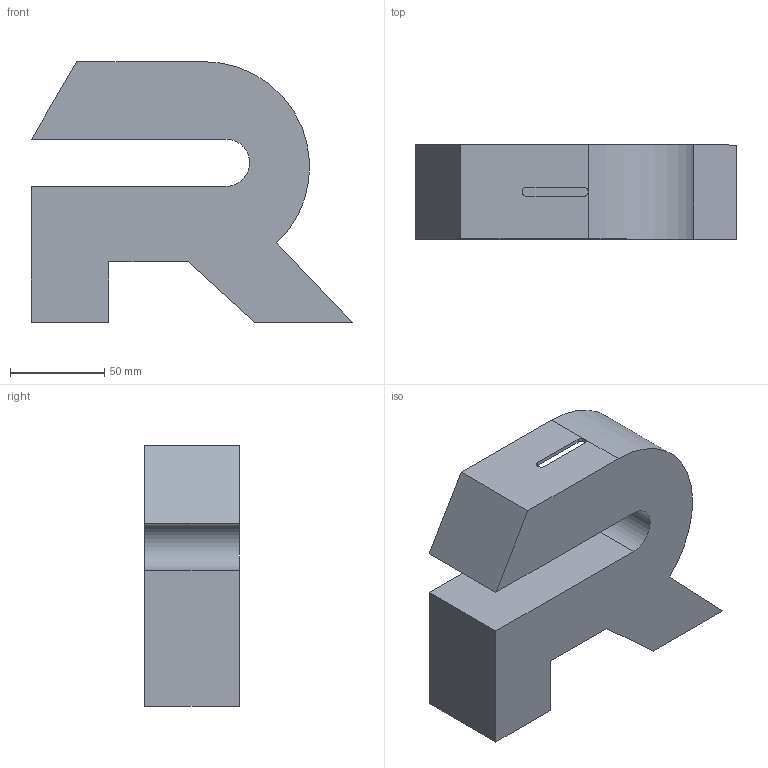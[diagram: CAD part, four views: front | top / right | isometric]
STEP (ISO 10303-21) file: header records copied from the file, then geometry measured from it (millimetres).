
FILE_DESCRIPTION(('FreeCAD Model'),'2;1');
FILE_NAME('Open CASCADE Shape Model','2025-02-08T16:15:12',(''),(''), 'Open CASCADE STEP processor 7.8','FreeCAD','Unknown');
FILE_SCHEMA(('AUTOMOTIVE_DESIGN { 1 0 10303 214 1 1 1 1 }'));
Length unit declared in the file: millimetre
Products named in the file (1): Körper
Bounding box: 170 x 50 x 138 mm (x, y, z)
Volume: 114866.9 mm3; surface area: 109610.8 mm2
Topology: 1 solids, 1 shells, 68 faces, 172 edges, 107 vertices
Faces by surface type: plane 48, cylinder 13, cone 6, bspline 1
Full cylindrical faces by diameter (mm): 4.6 x2
Entity records: 4292 total; most frequent: CARTESIAN_POINT 834, DIRECTION 649, LINE 431, VECTOR 431, ORIENTED_EDGE 340, PCURVE 340, DEFINITIONAL_REPRESENTATION 340, EDGE_CURVE 170
